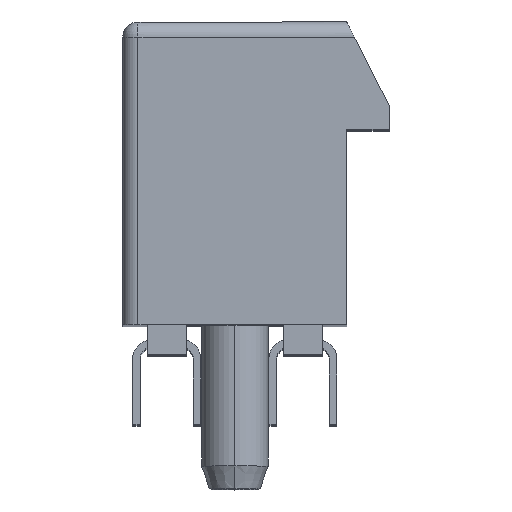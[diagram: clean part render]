
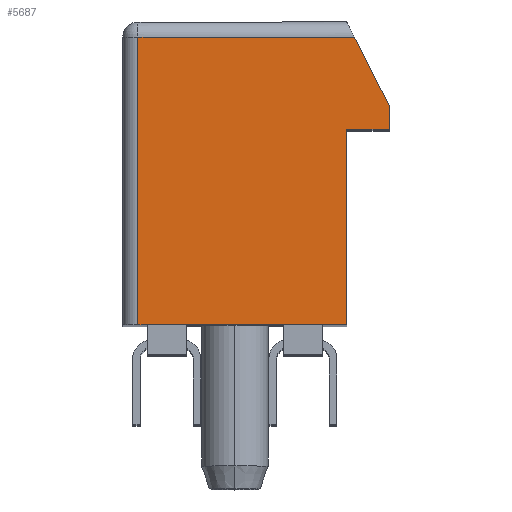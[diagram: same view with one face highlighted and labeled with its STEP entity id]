
A CAD part, top view. The second image highlights one B-rep face of the part: STEP entity #5687.
In plain terms, the highlighted planar face has unit normal (0, 0, 1).
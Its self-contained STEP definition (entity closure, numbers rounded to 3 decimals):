
#37 = ORIENTED_EDGE ( 'NONE', *, *, #8834, .T. ) ;
#53 = AXIS2_PLACEMENT_3D ( 'NONE', #9304, #9281, #9274 ) ;
#147 = CARTESIAN_POINT ( 'NONE',  ( 3.955, 9.5, 39. ) ) ;
#2120 = CARTESIAN_POINT ( 'NONE',  ( 3.7, 0., 39. ) ) ;
#2427 = LINE ( 'NONE', #11934, #14766 ) ;
#3773 = LINE ( 'NONE', #16544, #27011 ) ;
#3802 = VECTOR ( 'NONE', #4351, 1000. ) ;
#4098 = EDGE_CURVE ( 'NONE', #7011, #18717, #10774, .T. ) ;
#4323 = CARTESIAN_POINT ( 'NONE',  ( 3.7, 10., 39. ) ) ;
#4351 = DIRECTION ( 'NONE',  ( -0.454, 0.891, 0. ) ) ;
#4752 = VERTEX_POINT ( 'NONE', #25863 ) ;
#5507 = DIRECTION ( 'NONE',  ( 0., 1., 0. ) ) ;
#5687 = ADVANCED_FACE ( 'NONE', ( #7789 ), #9736, .T. ) ;
#5785 = CARTESIAN_POINT ( 'NONE',  ( 5.1, 7.25, 39. ) ) ;
#7010 = CARTESIAN_POINT ( 'NONE',  ( 5.1, 6.45, 39. ) ) ;
#7011 = VERTEX_POINT ( 'NONE', #2120 ) ;
#7045 = DIRECTION ( 'NONE',  ( 1., 0., 0. ) ) ;
#7789 = FACE_OUTER_BOUND ( 'NONE', #23439, .T. ) ;
#8568 = EDGE_CURVE ( 'NONE', #18717, #19840, #27397, .T. ) ;
#8694 = EDGE_CURVE ( 'NONE', #19840, #24013, #24656, .T. ) ;
#8834 = EDGE_CURVE ( 'NONE', #24013, #25763, #10805, .T. ) ;
#9274 = DIRECTION ( 'NONE',  ( 1., 0., 0. ) ) ;
#9281 = DIRECTION ( 'NONE',  ( 0., 0., 1. ) ) ;
#9304 = CARTESIAN_POINT ( 'NONE',  ( 0., 0., 39. ) ) ;
#9342 = EDGE_CURVE ( 'NONE', #25763, #17621, #10054, .T. ) ;
#9346 = EDGE_CURVE ( 'NONE', #17621, #4752, #3773, .T. ) ;
#9460 = CARTESIAN_POINT ( 'NONE',  ( -3.2, 9.5, 39. ) ) ;
#9736 = PLANE ( 'NONE',  #53 ) ;
#10054 = LINE ( 'NONE', #15365, #21173 ) ;
#10468 = VECTOR ( 'NONE', #7045, 1000. ) ;
#10774 = LINE ( 'NONE', #22350, #20474 ) ;
#10805 = LINE ( 'NONE', #4323, #3802 ) ;
#11934 = CARTESIAN_POINT ( 'NONE',  ( -3.7, 0., 39. ) ) ;
#13581 = CARTESIAN_POINT ( 'NONE',  ( 5.1, 6.45, 39. ) ) ;
#14523 = DIRECTION ( 'NONE',  ( 0., -1., 0. ) ) ;
#14766 = VECTOR ( 'NONE', #16378, 1000. ) ;
#14931 = DIRECTION ( 'NONE',  ( -1., 0., 0. ) ) ;
#15365 = CARTESIAN_POINT ( 'NONE',  ( -3.7, 9.5, 39. ) ) ;
#16084 = CARTESIAN_POINT ( 'NONE',  ( 5.1, 7.25, 39. ) ) ;
#16378 = DIRECTION ( 'NONE',  ( 1., 0., 0. ) ) ;
#16544 = CARTESIAN_POINT ( 'NONE',  ( -3.2, 0., 39. ) ) ;
#17203 = CARTESIAN_POINT ( 'NONE',  ( 3.7, 6.45, 39. ) ) ;
#17621 = VERTEX_POINT ( 'NONE', #9460 ) ;
#18053 = DIRECTION ( 'NONE',  ( 0., 1., 0. ) ) ;
#18717 = VERTEX_POINT ( 'NONE', #17203 ) ;
#19840 = VERTEX_POINT ( 'NONE', #13581 ) ;
#20474 = VECTOR ( 'NONE', #18053, 1000. ) ;
#21173 = VECTOR ( 'NONE', #14931, 1000. ) ;
#21628 = EDGE_CURVE ( 'NONE', #4752, #7011, #2427, .T. ) ;
#22350 = CARTESIAN_POINT ( 'NONE',  ( 3.7, 6.45, 39. ) ) ;
#23439 = EDGE_LOOP ( 'NONE', ( #26550, #26467, #26407, #26436, #29016, #27956, #37 ) ) ;
#23966 = VECTOR ( 'NONE', #5507, 1000. ) ;
#24013 = VERTEX_POINT ( 'NONE', #16084 ) ;
#24656 = LINE ( 'NONE', #5785, #23966 ) ;
#25763 = VERTEX_POINT ( 'NONE', #147 ) ;
#25863 = CARTESIAN_POINT ( 'NONE',  ( -3.2, 0., 39. ) ) ;
#26407 = ORIENTED_EDGE ( 'NONE', *, *, #21628, .T. ) ;
#26436 = ORIENTED_EDGE ( 'NONE', *, *, #4098, .T. ) ;
#26467 = ORIENTED_EDGE ( 'NONE', *, *, #9346, .T. ) ;
#26550 = ORIENTED_EDGE ( 'NONE', *, *, #9342, .T. ) ;
#27011 = VECTOR ( 'NONE', #14523, 1000. ) ;
#27397 = LINE ( 'NONE', #7010, #10468 ) ;
#27956 = ORIENTED_EDGE ( 'NONE', *, *, #8694, .T. ) ;
#29016 = ORIENTED_EDGE ( 'NONE', *, *, #8568, .T. ) ;
